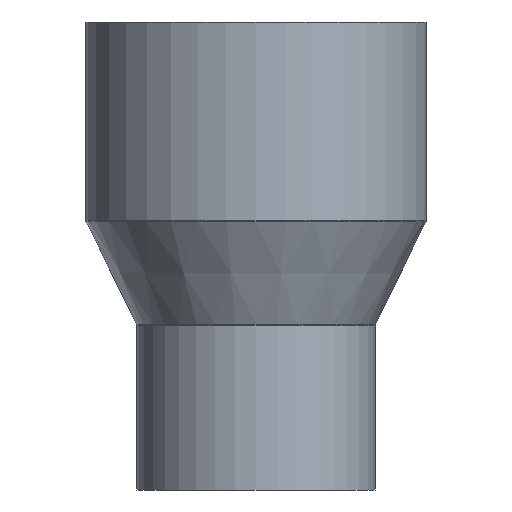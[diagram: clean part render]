
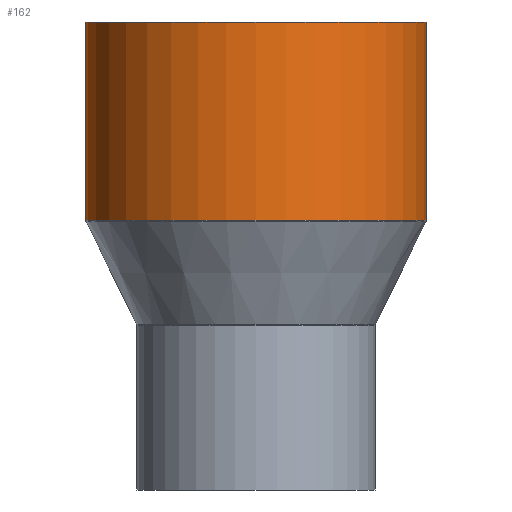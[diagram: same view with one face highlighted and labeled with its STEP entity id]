
A CAD part, front view. The second image highlights one B-rep face of the part: STEP entity #162.
In plain terms, the highlighted cylindrical face has radius 100 mm (diameter 200 mm), a partial arc.
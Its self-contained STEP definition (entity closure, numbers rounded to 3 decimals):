
#4 = CARTESIAN_POINT ( 'NONE',  ( -100., 0., 25.374 ) ) ;
#8 = AXIS2_PLACEMENT_3D ( 'NONE', #209, #17, #21 ) ;
#17 = DIRECTION ( 'NONE',  ( 0., 0., -1. ) ) ;
#21 = DIRECTION ( 'NONE',  ( -1., 0., 0. ) ) ;
#29 = AXIS2_PLACEMENT_3D ( 'NONE', #309, #414, #513 ) ;
#45 = DIRECTION ( 'NONE',  ( 0., 0., -1. ) ) ;
#51 = EDGE_CURVE ( 'NONE', #255, #88, #298, .T. ) ;
#55 = VERTEX_POINT ( 'NONE', #249 ) ;
#88 = VERTEX_POINT ( 'NONE', #4 ) ;
#104 = VECTOR ( 'NONE', #45, 1000. ) ;
#145 = CARTESIAN_POINT ( 'NONE',  ( -100., 0., -16.533 ) ) ;
#162 = ADVANCED_FACE ( 'NONE', ( #600 ), #575, .T. ) ;
#197 = EDGE_CURVE ( 'NONE', #55, #255, #450, .T. ) ;
#202 = ORIENTED_EDGE ( 'NONE', *, *, #197, .T. ) ;
#209 = CARTESIAN_POINT ( 'NONE',  ( 0., 0., 141.908 ) ) ;
#238 = AXIS2_PLACEMENT_3D ( 'NONE', #403, #289, #355 ) ;
#249 = CARTESIAN_POINT ( 'NONE',  ( 100., 0., 141.908 ) ) ;
#255 = VERTEX_POINT ( 'NONE', #523 ) ;
#289 = DIRECTION ( 'NONE',  ( 0., 0., -1. ) ) ;
#298 = LINE ( 'NONE', #145, #104 ) ;
#309 = CARTESIAN_POINT ( 'NONE',  ( 0., 0., -16.533 ) ) ;
#318 = VERTEX_POINT ( 'NONE', #426 ) ;
#336 = ORIENTED_EDGE ( 'NONE', *, *, #51, .T. ) ;
#355 = DIRECTION ( 'NONE',  ( -1., 0., 0. ) ) ;
#403 = CARTESIAN_POINT ( 'NONE',  ( 0., 0., 25.374 ) ) ;
#414 = DIRECTION ( 'NONE',  ( 0., 0., -1. ) ) ;
#426 = CARTESIAN_POINT ( 'NONE',  ( 100., 0., 25.374 ) ) ;
#427 = ORIENTED_EDGE ( 'NONE', *, *, #495, .F. ) ;
#436 = LINE ( 'NONE', #629, #637 ) ;
#450 = CIRCLE ( 'NONE', #8, 100. ) ;
#463 = EDGE_CURVE ( 'NONE', #55, #318, #436, .T. ) ;
#495 = EDGE_CURVE ( 'NONE', #318, #88, #657, .T. ) ;
#513 = DIRECTION ( 'NONE',  ( -1., 0., 0. ) ) ;
#523 = CARTESIAN_POINT ( 'NONE',  ( -100., 0., 141.908 ) ) ;
#537 = ORIENTED_EDGE ( 'NONE', *, *, #463, .F. ) ;
#542 = EDGE_LOOP ( 'NONE', ( #537, #202, #336, #427 ) ) ;
#575 = CYLINDRICAL_SURFACE ( 'NONE', #29, 100. ) ;
#581 = DIRECTION ( 'NONE',  ( 0., 0., -1. ) ) ;
#600 = FACE_OUTER_BOUND ( 'NONE', #542, .T. ) ;
#629 = CARTESIAN_POINT ( 'NONE',  ( 100., 0., -16.533 ) ) ;
#637 = VECTOR ( 'NONE', #581, 1000. ) ;
#657 = CIRCLE ( 'NONE', #238, 100. ) ;
